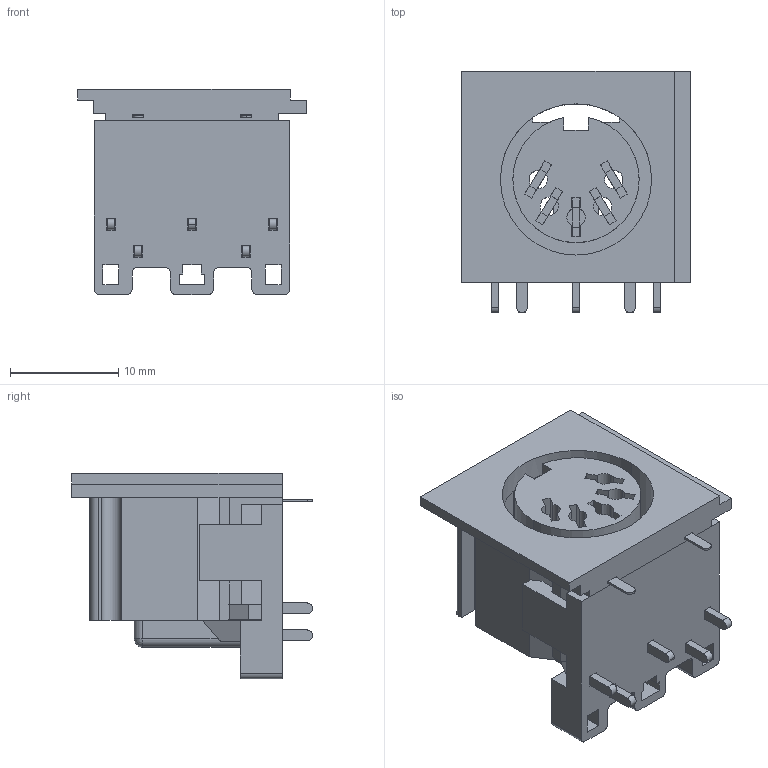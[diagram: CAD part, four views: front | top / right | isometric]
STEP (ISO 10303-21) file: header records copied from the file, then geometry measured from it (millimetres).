
FILE_DESCRIPTION (( 'STEP AP214' ), '1' );
FILE_NAME ('User Library-DIN-5.STEP', '2019-04-23T18:35:16', ( '' ), ( '' ), 'SwSTEP 2.0', 'SolidWorks 2019', '' );
FILE_SCHEMA (( 'AUTOMOTIVE_DESIGN' ));
Length unit declared in the file: millimetre
Products named in the file (9): User Library-DIN-5; User Library-DIN-5_DIN D; User Library-DIN-5_DIN E; User Library-DIN-5_DIN5 A; User Library-DIN-5_DIN EE; User Library-DIN-5_DIN5 C; User Library-DIN-5_DIN5 B; User Library-DIN-5_DIN G; User Library-DIN-5_DIN DD
Assembly tree (12 placements, depth 2):
  User Library-DIN-5
    User Library-DIN-5_DIN5 A
    User Library-DIN-5_DIN5 B
    User Library-DIN-5_DIN5 C
    User Library-DIN-5_DIN D  x2
    User Library-DIN-5_DIN E  x2
    User Library-DIN-5_DIN EE  x2
    User Library-DIN-5_DIN G
    User Library-DIN-5_DIN DD  x2
Bounding box: 21.2 x 22.3 x 19.01 mm (x, y, z)
Volume: 3482.9 mm3; surface area: 5356.5 mm2
Topology: 18 solids, 18 shells, 395 faces, 1067 edges, 706 vertices
Faces by surface type: plane 325, cylinder 68, bspline 2
Entity records: 15156 total; most frequent: CARTESIAN_POINT 1961, ORIENTED_EDGE 1886, DIRECTION 1791, EDGE_CURVE 943, LINE 815, VECTOR 815, VERTEX_POINT 626, AXIS2_PLACEMENT_3D 488
